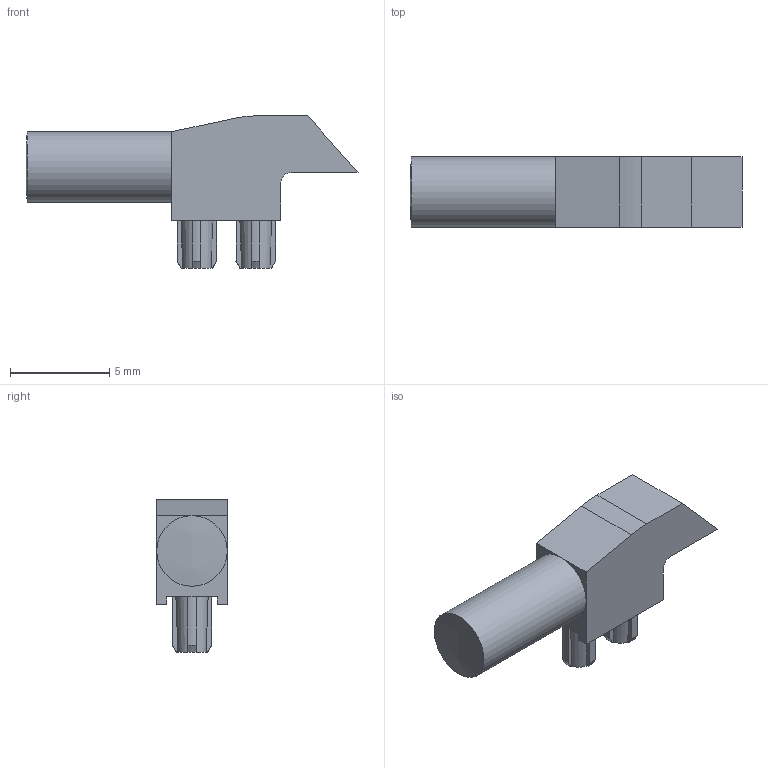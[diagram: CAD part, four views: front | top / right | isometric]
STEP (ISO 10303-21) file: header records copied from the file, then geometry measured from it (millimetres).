
FILE_DESCRIPTION(/* description */ (''),/* implementation_level */ '2;1');
FILE_NAME(/* name */ 'LEDLP_DIALIGHT_515-1049F.stp',/* time_stamp */ '2017-01-24T14:43:29+01:00',/* author */ ('jchouvet'),/* organization */ (''),/* preprocessor_version */ 'ST-DEVELOPER v16.1',/* originating_system */ 'AutoCAD Mechanical',/* authorisation */ '');
FILE_SCHEMA (('AUTOMOTIVE_DESIGN { 1 0 10303 214 3 1 1 }'));
Length unit declared in the file: millimetre
Products named in the file (1): Product
Bounding box: 16.75 x 3.56 x 7.68 mm (x, y, z)
Volume: 205 mm3; surface area: 334.7 mm2
Topology: 5 solids, 5 shells, 64 faces, 163 edges, 109 vertices
Faces by surface type: plane 36, cone 16, cylinder 11, sphere 1
Full cylindrical faces by diameter (mm): 3.556 x1
Entity records: 1933 total; most frequent: CARTESIAN_POINT 400, ORIENTED_EDGE 324, DIRECTION 307, EDGE_CURVE 162, AXIS2_PLACEMENT_3D 112, VERTEX_POINT 109, LINE 83, VECTOR 83
